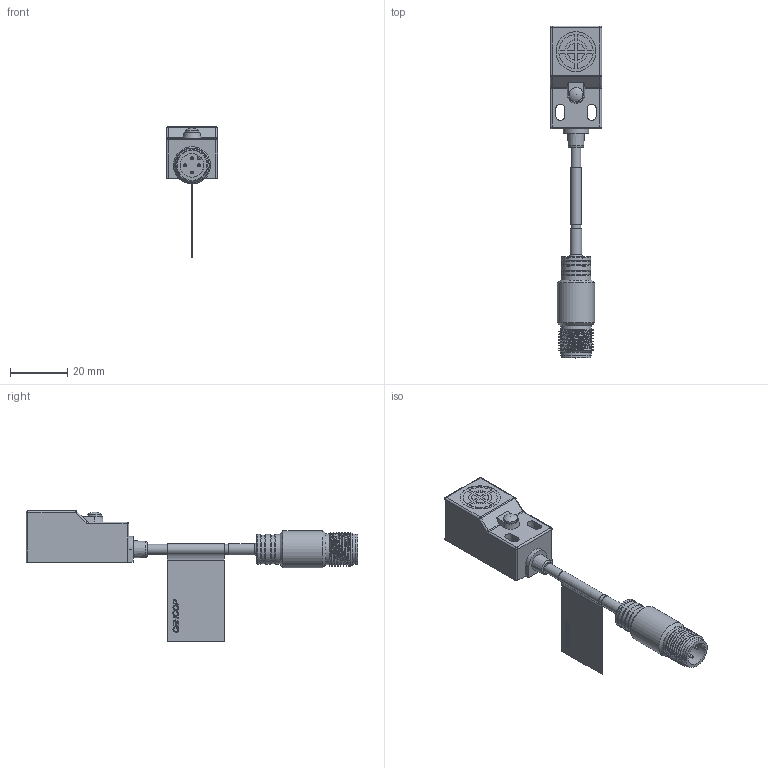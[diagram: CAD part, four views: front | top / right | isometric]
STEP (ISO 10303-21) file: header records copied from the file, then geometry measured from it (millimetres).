
FILE_DESCRIPTION(/* description */ ('Unknown'),/* implementation_level */ '2;1');
FILE_NAME(/* name */ '_VBI-P18-36UR',/* time_stamp */ '2021-09-23T11:22:39+05:00',/* author */ ('Unknown'),/* organization */ ('Unknown'),/* preprocessor_version */ 'ST-DEVELOPER v16.7',/* originating_system */ 'Solid Edge',/* authorisation */ 'Unknown');
FILE_SCHEMA (('AUTOMOTIVE_DESIGN {1 0 10303 214 3 1 1}'));
Length unit declared in the file: millimetre
Products named in the file (23): 11.200.000 (1ﾕﾕﾕ); À1.081 Êîðïóñ Ï18 ; Â0.099 Ââîä êàáåëÿ (o3,5 ìì); ﾎ0.008 ﾋ竟鈞 褪鮏韶萵; 11.200.101 (Âèëêà ðàçúåìà); À3.018 Ïåðåõîäíèê; Êîëüöî 006-008-14-2-2 (äëÿ ÷åðòåæà); 10.010.100; Êîðïóñ âèëêè äëÿ 10.010.100; Ý0.001 (äëÿ ñáîðêè); Ý6.030-02 (Êàáåëü) ; Â0.093 Âòóëêà; Òðóáêà òåðìîóñàäî÷íàÿ ÒÓÒ 9,0 -3,0 íà ðàçúåì; Á0.138 Êðûøêà Ï18; Ïëàòà (20,5õ13õ1); 11.311.101 êàòóøêà èíäóêòèâíîñòè; À4.014 Êàðêàñ êàòóøêè; ×àøêà ×14; 凎賥嚦闉 0805-    昡 (R3a); Ðåçèñòîð 0805-    Îì (R3á); Ýòèêåòêà 70õ20 äëÿ ÂÁÈ-Ï18 (o3,5); VLMS1300-GS08 (Vishay); Ýêðàí ãèáêèé
Assembly tree (25 placements, depth 4):
  11.200.000 (1ﾕﾕﾕ)
    À1.081 Êîðïóñ Ï18 
    Â0.099 Ââîä êàáåëÿ (o3,5 ìì)
    ﾎ0.008 ﾋ竟鈞 褪鮏韶萵
    11.200.101 (Âèëêà ðàçúåìà)
      À3.018 Ïåðåõîäíèê
      Êîëüöî 006-008-14-2-2 (äëÿ ÷åðòåæà)
      10.010.100
        Êîðïóñ âèëêè äëÿ 10.010.100
        Ý0.001 (äëÿ ñáîðêè)  x4
      Ý6.030-02 (Êàáåëü) 
      Â0.093 Âòóëêà
      Òðóáêà òåðìîóñàäî÷íàÿ ÒÓÒ 9,0 -3,0 íà ðàçúåì
    Á0.138 Êðûøêà Ï18
    Ïëàòà (20,5õ13õ1)
    11.311.101 êàòóøêà èíäóêòèâíîñòè
      À4.014 Êàðêàñ êàòóøêè
      ×àøêà ×14
    凎賥嚦闉 0805-    昡 (R3a)
    Ðåçèñòîð 0805-    Îì (R3á)
    Ýòèêåòêà 70õ20 äëÿ ÂÁÈ-Ï18 (o3,5)
    VLMS1300-GS08 (Vishay)
    Ýêðàí ãèáêèé
Bounding box: 18 x 116.3 x 45.7 mm (x, y, z)
Volume: 7905.5 mm3; surface area: 16762.5 mm2
Topology: 22 solids, 22 shells, 709 faces, 1660 edges, 1086 vertices
Faces by surface type: plane 454, cylinder 194, cone 22, torus 20, bspline 10, sphere 9
Full cylindrical faces by diameter (mm): 0.8 x3, 0.81 x6, 1 x24, 1.2 x6, 1.3 x2, 1.385 x2, 1.4 x17, 1.416 x1, 1.6 x1, 1.8 x1, 2.9 x1, 3 x1, 3.1 x2, 3.5 x1, 3.539 x1, 3.7 x1, 3.939 x1, 4.3 x1, 4.4 x1, 4.9 x1, 5.1 x1, 6 x2, 6.1 x1, 7.1 x1, 7.5 x1, 8 x1, 8.2 x2, 8.3 x1, 9.5 x2, 9.6 x5
Entity records: 21273 total; most frequent: CARTESIAN_POINT 5558, DIRECTION 3055, ORIENTED_EDGE 2732, EDGE_CURVE 1366, AXIS2_PLACEMENT_3D 1048, VERTEX_POINT 970, LINE 959, VECTOR 959
